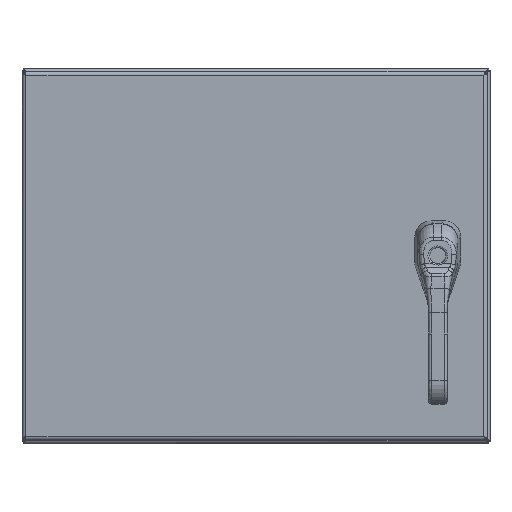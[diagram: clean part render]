
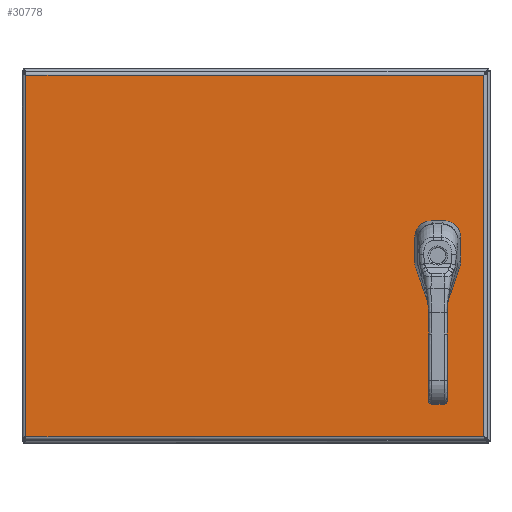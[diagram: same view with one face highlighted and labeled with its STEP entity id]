
A CAD part, top view. The second image highlights one B-rep face of the part: STEP entity #30778.
In plain terms, the highlighted face is planar.
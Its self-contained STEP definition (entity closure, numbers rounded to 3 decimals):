
#1010=FACE_BOUND('',#6803,.T.);
#1011=FACE_BOUND('',#6804,.T.);
#1012=FACE_BOUND('',#6805,.T.);
#1013=FACE_BOUND('',#6806,.T.);
#1301=CIRCLE('',#32788,0.453);
#1303=CIRCLE('',#32792,0.453);
#1305=CIRCLE('',#32796,0.453);
#1307=CIRCLE('',#32800,0.453);
#1309=CIRCLE('',#32804,0.141);
#1311=CIRCLE('',#32807,0.141);
#1313=CIRCLE('',#32810,0.141);
#4718=FACE_OUTER_BOUND('',#6802,.T.);
#6802=EDGE_LOOP('',(#21284,#21285,#21286,#21287));
#6803=EDGE_LOOP('',(#21288,#21289,#21290,#21291,#21292,#21293,#21294,#21295));
#6804=EDGE_LOOP('',(#21296));
#6805=EDGE_LOOP('',(#21297));
#6806=EDGE_LOOP('',(#21298));
#9111=LINE('',#48058,#11162);
#9115=LINE('',#48070,#11166);
#9119=LINE('',#48082,#11170);
#9123=LINE('',#48092,#11174);
#9159=LINE('',#48189,#11210);
#9165=LINE('',#48271,#11216);
#9180=LINE('',#48371,#11231);
#9195=LINE('',#48470,#11246);
#11162=VECTOR('',#36797,0.425);
#11166=VECTOR('',#36809,0.425);
#11170=VECTOR('',#36821,0.425);
#11174=VECTOR('',#36833,0.425);
#11210=VECTOR('',#36913,15.445);
#11216=VECTOR('',#36925,19.57);
#11231=VECTOR('',#36954,15.445);
#11246=VECTOR('',#36983,19.57);
#13214=VERTEX_POINT('',#48049);
#13215=VERTEX_POINT('',#48051);
#13217=VERTEX_POINT('',#48057);
#13219=VERTEX_POINT('',#48063);
#13221=VERTEX_POINT('',#48069);
#13223=VERTEX_POINT('',#48075);
#13225=VERTEX_POINT('',#48081);
#13227=VERTEX_POINT('',#48087);
#13229=VERTEX_POINT('',#48096);
#13231=VERTEX_POINT('',#48101);
#13233=VERTEX_POINT('',#48106);
#13258=VERTEX_POINT('',#48180);
#13259=VERTEX_POINT('',#48188);
#13264=VERTEX_POINT('',#48263);
#13274=VERTEX_POINT('',#48363);
#16140=EDGE_CURVE('',#13215,#13214,#1301,.T.);
#16143=EDGE_CURVE('',#13217,#13215,#9111,.T.);
#16146=EDGE_CURVE('',#13219,#13217,#1303,.T.);
#16149=EDGE_CURVE('',#13221,#13219,#9115,.T.);
#16152=EDGE_CURVE('',#13223,#13221,#1305,.T.);
#16155=EDGE_CURVE('',#13225,#13223,#9119,.T.);
#16158=EDGE_CURVE('',#13227,#13225,#1307,.T.);
#16161=EDGE_CURVE('',#13214,#13227,#9123,.T.);
#16163=EDGE_CURVE('',#13229,#13229,#1309,.T.);
#16165=EDGE_CURVE('',#13231,#13231,#1311,.T.);
#16167=EDGE_CURVE('',#13233,#13233,#1313,.T.);
#16204=EDGE_CURVE('',#13259,#13258,#9159,.T.);
#16214=EDGE_CURVE('',#13258,#13264,#9165,.T.);
#16233=EDGE_CURVE('',#13264,#13274,#9180,.T.);
#16252=EDGE_CURVE('',#13274,#13259,#9195,.T.);
#21284=ORIENTED_EDGE('',*,*,#16204,.T.);
#21285=ORIENTED_EDGE('',*,*,#16214,.T.);
#21286=ORIENTED_EDGE('',*,*,#16233,.T.);
#21287=ORIENTED_EDGE('',*,*,#16252,.T.);
#21288=ORIENTED_EDGE('',*,*,#16140,.T.);
#21289=ORIENTED_EDGE('',*,*,#16161,.T.);
#21290=ORIENTED_EDGE('',*,*,#16158,.T.);
#21291=ORIENTED_EDGE('',*,*,#16155,.T.);
#21292=ORIENTED_EDGE('',*,*,#16152,.T.);
#21293=ORIENTED_EDGE('',*,*,#16149,.T.);
#21294=ORIENTED_EDGE('',*,*,#16146,.T.);
#21295=ORIENTED_EDGE('',*,*,#16143,.T.);
#21296=ORIENTED_EDGE('',*,*,#16163,.T.);
#21297=ORIENTED_EDGE('',*,*,#16165,.T.);
#21298=ORIENTED_EDGE('',*,*,#16167,.T.);
#29460=PLANE('',#32847);
#30778=ADVANCED_FACE('',(#4718,#1010,#1011,#1012,#1013),#29460,.F.);
#32788=AXIS2_PLACEMENT_3D('',#48052,#36791,#36792);
#32792=AXIS2_PLACEMENT_3D('',#48064,#36803,#36804);
#32796=AXIS2_PLACEMENT_3D('',#48076,#36815,#36816);
#32800=AXIS2_PLACEMENT_3D('',#48088,#36827,#36828);
#32804=AXIS2_PLACEMENT_3D('',#48097,#36838,#36839);
#32807=AXIS2_PLACEMENT_3D('',#48102,#36844,#36845);
#32810=AXIS2_PLACEMENT_3D('',#48107,#36850,#36851);
#32847=AXIS2_PLACEMENT_3D('',#48556,#37008,#37009);
#36791=DIRECTION('center_axis',(0.,0.,1.));
#36792=DIRECTION('ref_axis',(-0.469,-0.883,0.));
#36797=DIRECTION('',(0.,1.,0.));
#36803=DIRECTION('center_axis',(0.,0.,1.));
#36804=DIRECTION('ref_axis',(-0.883,0.469,0.));
#36809=DIRECTION('',(1.,0.,0.));
#36815=DIRECTION('center_axis',(0.,0.,1.));
#36816=DIRECTION('ref_axis',(0.469,0.883,0.));
#36821=DIRECTION('',(0.,-1.,0.));
#36827=DIRECTION('center_axis',(0.,0.,1.));
#36828=DIRECTION('ref_axis',(0.883,-0.469,0.));
#36833=DIRECTION('',(-1.,0.,0.));
#36838=DIRECTION('center_axis',(0.,0.,1.));
#36839=DIRECTION('ref_axis',(1.,0.,0.));
#36844=DIRECTION('center_axis',(0.,0.,1.));
#36845=DIRECTION('ref_axis',(1.,0.,0.));
#36850=DIRECTION('center_axis',(0.,0.,1.));
#36851=DIRECTION('ref_axis',(1.,0.,0.));
#36913=DIRECTION('',(0.,-1.,0.));
#36925=DIRECTION('',(-1.,0.,0.));
#36954=DIRECTION('',(0.,1.,0.));
#36983=DIRECTION('',(1.,0.,0.));
#37008=DIRECTION('center_axis',(0.,0.,1.));
#37009=DIRECTION('ref_axis',(1.,0.,0.));
#48049=CARTESIAN_POINT('',(2.338,8.275,0.));
#48051=CARTESIAN_POINT('',(2.525,8.088,0.));
#48052=CARTESIAN_POINT('Origin',(2.125,7.875,0.));
#48057=CARTESIAN_POINT('',(2.525,7.662,0.));
#48058=CARTESIAN_POINT('',(2.525,7.981,0.));
#48063=CARTESIAN_POINT('',(2.338,7.475,0.));
#48064=CARTESIAN_POINT('Origin',(2.125,7.875,0.));
#48069=CARTESIAN_POINT('',(1.912,7.475,0.));
#48070=CARTESIAN_POINT('',(6.138,7.475,0.));
#48075=CARTESIAN_POINT('',(1.725,7.662,0.));
#48076=CARTESIAN_POINT('Origin',(2.125,7.875,0.));
#48081=CARTESIAN_POINT('',(1.725,8.088,0.));
#48082=CARTESIAN_POINT('',(1.725,7.769,0.));
#48087=CARTESIAN_POINT('',(1.912,8.275,0.));
#48088=CARTESIAN_POINT('Origin',(2.125,7.875,0.));
#48092=CARTESIAN_POINT('',(5.925,8.275,0.));
#48096=CARTESIAN_POINT('',(1.985,6.497,0.));
#48097=CARTESIAN_POINT('Origin',(2.125,6.497,0.));
#48101=CARTESIAN_POINT('',(1.985,6.989,0.));
#48102=CARTESIAN_POINT('Origin',(2.125,6.989,0.));
#48106=CARTESIAN_POINT('',(1.985,8.76,0.));
#48107=CARTESIAN_POINT('Origin',(2.125,8.76,0.));
#48180=CARTESIAN_POINT('',(19.722,0.153,0.));
#48188=CARTESIAN_POINT('',(19.722,15.597,0.));
#48189=CARTESIAN_POINT('',(19.722,11.736,0.));
#48263=CARTESIAN_POINT('',(0.153,0.153,0.));
#48271=CARTESIAN_POINT('',(14.83,0.153,0.));
#48363=CARTESIAN_POINT('',(0.153,15.597,0.));
#48371=CARTESIAN_POINT('',(0.153,4.014,0.));
#48470=CARTESIAN_POINT('',(5.045,15.597,0.));
#48556=CARTESIAN_POINT('Origin',(9.938,7.875,0.));
